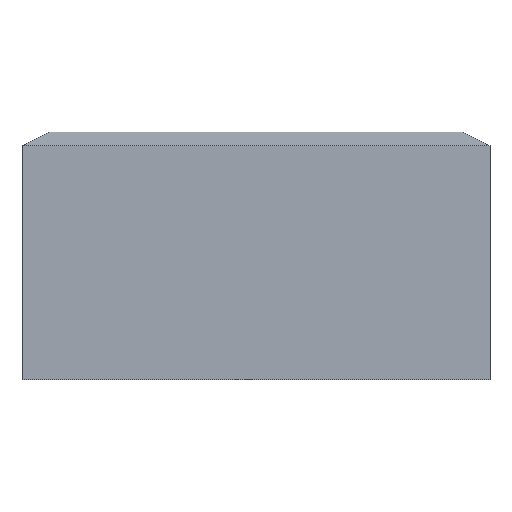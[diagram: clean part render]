
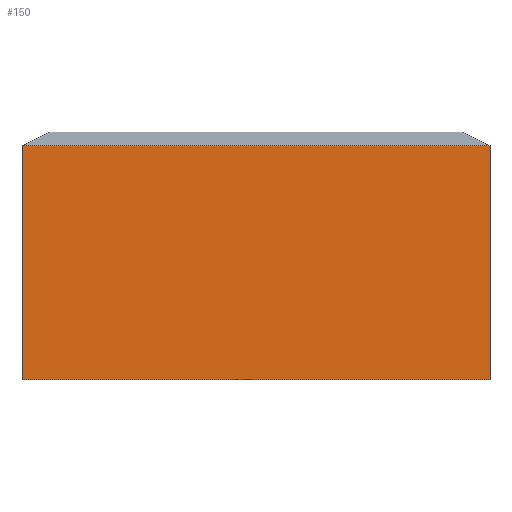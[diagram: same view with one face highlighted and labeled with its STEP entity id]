
A CAD part, front view. The second image highlights one B-rep face of the part: STEP entity #150.
In plain terms, the highlighted planar face has unit normal (0, -1, 0).
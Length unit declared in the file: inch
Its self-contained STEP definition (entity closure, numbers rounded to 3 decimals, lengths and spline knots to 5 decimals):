
#16=FACE_OUTER_BOUND('',#25,.T.);
#25=EDGE_LOOP('',(#108,#109,#110,#111));
#39=LINE('',#237,#58);
#40=LINE('',#239,#59);
#41=LINE('',#241,#60);
#42=LINE('',#242,#61);
#58=VECTOR('',#193,0.3937);
#59=VECTOR('',#194,0.3937);
#60=VECTOR('',#195,0.3937);
#61=VECTOR('',#196,0.3937);
#77=VERTEX_POINT('',#235);
#78=VERTEX_POINT('',#236);
#79=VERTEX_POINT('',#238);
#80=VERTEX_POINT('',#240);
#89=EDGE_CURVE('',#77,#78,#39,.T.);
#90=EDGE_CURVE('',#77,#79,#40,.T.);
#91=EDGE_CURVE('',#79,#80,#41,.T.);
#92=EDGE_CURVE('',#78,#80,#42,.T.);
#108=ORIENTED_EDGE('',*,*,#89,.F.);
#109=ORIENTED_EDGE('',*,*,#90,.T.);
#110=ORIENTED_EDGE('',*,*,#91,.T.);
#111=ORIENTED_EDGE('',*,*,#92,.F.);
#141=PLANE('',#173);
#150=ADVANCED_FACE('',(#16),#141,.F.);
#173=AXIS2_PLACEMENT_3D('',#234,#191,#192);
#191=DIRECTION('center_axis',(0.,1.,0.));
#192=DIRECTION('ref_axis',(1.,0.,0.));
#193=DIRECTION('',(1.,0.,0.));
#194=DIRECTION('',(0.,0.,-1.));
#195=DIRECTION('',(1.,0.,0.));
#196=DIRECTION('',(0.,0.,-1.));
#234=CARTESIAN_POINT('Origin',(-137.,280.4,0.));
#235=CARTESIAN_POINT('',(-137.,280.4,-1.));
#236=CARTESIAN_POINT('',(-103.,280.4,-1.));
#237=CARTESIAN_POINT('',(-137.,280.4,-1.));
#238=CARTESIAN_POINT('',(-137.,280.4,-18.));
#239=CARTESIAN_POINT('',(-137.,280.4,0.));
#240=CARTESIAN_POINT('',(-103.,280.4,-18.));
#241=CARTESIAN_POINT('',(-128.5,280.4,-18.));
#242=CARTESIAN_POINT('',(-103.,280.4,0.));
